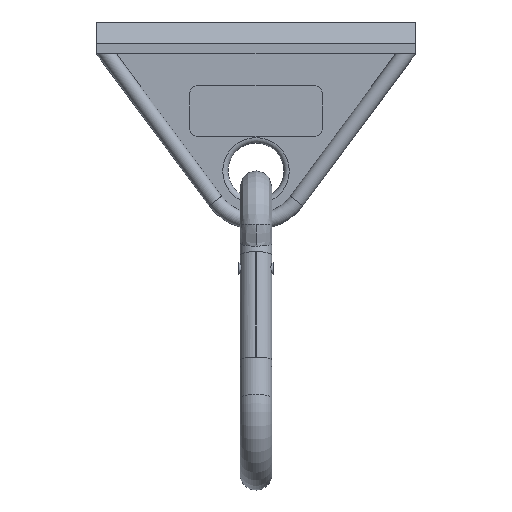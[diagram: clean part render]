
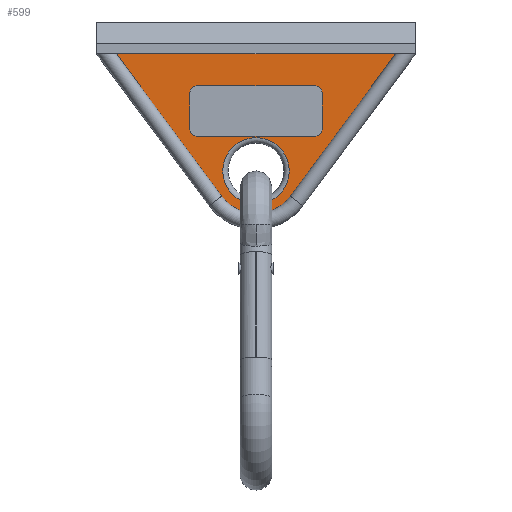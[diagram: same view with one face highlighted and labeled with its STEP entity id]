
A CAD part, top view. The second image highlights one B-rep face of the part: STEP entity #599.
In plain terms, the highlighted planar face has unit normal (0, 0, 1).
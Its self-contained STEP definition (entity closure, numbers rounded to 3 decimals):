
#357=CARTESIAN_POINT('',(6.25,0.0,1.5));
#358=VERTEX_POINT('',#357);
#359=CARTESIAN_POINT('',(0.0,0.0,1.5));
#360=DIRECTION('',(0.0,0.0,-1.0));
#361=DIRECTION('',(1.0,0.0,0.0));
#362=AXIS2_PLACEMENT_3D('',#359,#360,#361);
#363=CIRCLE('',#362,6.25);
#364=EDGE_CURVE('',#358,#358,#363,.T.);
#405=CARTESIAN_POINT('',(1.0,22.0,1.5));
#406=VERTEX_POINT('',#405);
#413=CARTESIAN_POINT('',(26.266,22.0,1.5));
#414=VERTEX_POINT('',#413);
#415=CARTESIAN_POINT('',(26.266,22.0,1.5));
#416=DIRECTION('',(-1.0,0.0,0.0));
#417=VECTOR('',#416,25.266);
#418=LINE('',#415,#417);
#419=EDGE_CURVE('',#414,#406,#418,.T.);
#445=CARTESIAN_POINT('',(-1.0,22.0,1.5));
#446=VERTEX_POINT('',#445);
#447=CARTESIAN_POINT('',(-26.266,22.0,1.5));
#448=VERTEX_POINT('',#447);
#449=CARTESIAN_POINT('',(-1.0,22.0,1.5));
#450=DIRECTION('',(-1.0,0.0,0.0));
#451=VECTOR('',#450,25.266);
#452=LINE('',#449,#451);
#453=EDGE_CURVE('',#446,#448,#452,.T.);
#488=CARTESIAN_POINT('',(0.0,0.0,1.5));
#489=DIRECTION('',(0.0,0.0,1.0));
#490=DIRECTION('',(1.0,0.0,0.0));
#491=AXIS2_PLACEMENT_3D('',#488,#489,#490);
#492=PLANE('',#491);
#493=ORIENTED_EDGE('',*,*,#419,.T.);
#494=CARTESIAN_POINT('',(1.0,22.0,1.5));
#495=DIRECTION('',(-1.0,0.0,0.0));
#496=VECTOR('',#495,2.0);
#497=LINE('',#494,#496);
#498=EDGE_CURVE('',#406,#446,#497,.T.);
#499=ORIENTED_EDGE('',*,*,#498,.T.);
#500=ORIENTED_EDGE('',*,*,#453,.T.);
#501=CARTESIAN_POINT('',(-6.427,-4.764,1.5));
#502=VERTEX_POINT('',#501);
#503=CARTESIAN_POINT('',(-26.266,22.0,1.5));
#504=DIRECTION('',(0.595,-0.803,0.0));
#505=VECTOR('',#504,33.315);
#506=LINE('',#503,#505);
#507=EDGE_CURVE('',#448,#502,#506,.T.);
#508=ORIENTED_EDGE('',*,*,#507,.T.);
#509=CARTESIAN_POINT('',(6.427,-4.764,1.5));
#510=VERTEX_POINT('',#509);
#511=CARTESIAN_POINT('',(0.,0.,1.5));
#512=DIRECTION('',(0.0,0.0,1.0));
#513=DIRECTION('',(1.0,0.0,0.0));
#514=AXIS2_PLACEMENT_3D('',#511,#512,#513);
#515=CIRCLE('',#514,8.0);
#516=EDGE_CURVE('',#502,#510,#515,.T.);
#517=ORIENTED_EDGE('',*,*,#516,.T.);
#518=CARTESIAN_POINT('',(6.427,-4.764,1.5));
#519=DIRECTION('',(0.595,0.803,0.0));
#520=VECTOR('',#519,33.315);
#521=LINE('',#518,#520);
#522=EDGE_CURVE('',#510,#414,#521,.T.);
#523=ORIENTED_EDGE('',*,*,#522,.T.);
#524=EDGE_LOOP('',(#493,#499,#500,#508,#517,#523));
#525=FACE_OUTER_BOUND('',#524,.T.);
#526=ORIENTED_EDGE('',*,*,#364,.T.);
#527=EDGE_LOOP('',(#526));
#528=FACE_BOUND('',#527,.T.);
#529=CARTESIAN_POINT('',(-12.5,8.0,1.5));
#530=VERTEX_POINT('',#529);
#531=CARTESIAN_POINT('',(-11.0,6.5,1.5));
#532=VERTEX_POINT('',#531);
#533=CARTESIAN_POINT('',(-11.0,8.0,1.5));
#534=DIRECTION('',(0.0,0.0,1.0));
#535=DIRECTION('',(-1.0,0.0,0.0));
#536=AXIS2_PLACEMENT_3D('',#533,#534,#535);
#537=CIRCLE('',#536,1.5);
#538=EDGE_CURVE('',#530,#532,#537,.T.);
#539=ORIENTED_EDGE('',*,*,#538,.F.);
#540=CARTESIAN_POINT('',(-12.5,14.5,1.5));
#541=VERTEX_POINT('',#540);
#542=CARTESIAN_POINT('',(-12.5,14.5,1.5));
#543=DIRECTION('',(0.0,-1.0,0.0));
#544=VECTOR('',#543,6.5);
#545=LINE('',#542,#544);
#546=EDGE_CURVE('',#541,#530,#545,.T.);
#547=ORIENTED_EDGE('',*,*,#546,.F.);
#548=CARTESIAN_POINT('',(-11.0,16.0,1.5));
#549=VERTEX_POINT('',#548);
#550=CARTESIAN_POINT('',(-11.0,14.5,1.5));
#551=DIRECTION('',(0.0,0.0,1.0));
#552=DIRECTION('',(-1.0,0.0,0.0));
#553=AXIS2_PLACEMENT_3D('',#550,#551,#552);
#554=CIRCLE('',#553,1.5);
#555=EDGE_CURVE('',#549,#541,#554,.T.);
#556=ORIENTED_EDGE('',*,*,#555,.F.);
#557=CARTESIAN_POINT('',(11.0,16.0,1.5));
#558=VERTEX_POINT('',#557);
#559=CARTESIAN_POINT('',(11.0,16.0,1.5));
#560=DIRECTION('',(-1.0,0.0,0.0));
#561=VECTOR('',#560,22.0);
#562=LINE('',#559,#561);
#563=EDGE_CURVE('',#558,#549,#562,.T.);
#564=ORIENTED_EDGE('',*,*,#563,.F.);
#565=CARTESIAN_POINT('',(12.5,14.5,1.5));
#566=VERTEX_POINT('',#565);
#567=CARTESIAN_POINT('',(11.0,14.5,1.5));
#568=DIRECTION('',(0.0,0.0,1.0));
#569=DIRECTION('',(-1.0,0.0,0.0));
#570=AXIS2_PLACEMENT_3D('',#567,#568,#569);
#571=CIRCLE('',#570,1.5);
#572=EDGE_CURVE('',#566,#558,#571,.T.);
#573=ORIENTED_EDGE('',*,*,#572,.F.);
#574=CARTESIAN_POINT('',(12.5,8.0,1.5));
#575=VERTEX_POINT('',#574);
#576=CARTESIAN_POINT('',(12.5,8.0,1.5));
#577=DIRECTION('',(0.0,1.0,0.0));
#578=VECTOR('',#577,6.5);
#579=LINE('',#576,#578);
#580=EDGE_CURVE('',#575,#566,#579,.T.);
#581=ORIENTED_EDGE('',*,*,#580,.F.);
#582=CARTESIAN_POINT('',(11.0,6.5,1.5));
#583=VERTEX_POINT('',#582);
#584=CARTESIAN_POINT('',(11.0,8.0,1.5));
#585=DIRECTION('',(0.0,0.0,1.0));
#586=DIRECTION('',(-1.0,0.0,0.0));
#587=AXIS2_PLACEMENT_3D('',#584,#585,#586);
#588=CIRCLE('',#587,1.5);
#589=EDGE_CURVE('',#583,#575,#588,.T.);
#590=ORIENTED_EDGE('',*,*,#589,.F.);
#591=CARTESIAN_POINT('',(-11.0,6.5,1.5));
#592=DIRECTION('',(1.0,0.0,0.0));
#593=VECTOR('',#592,22.0);
#594=LINE('',#591,#593);
#595=EDGE_CURVE('',#532,#583,#594,.T.);
#596=ORIENTED_EDGE('',*,*,#595,.F.);
#597=EDGE_LOOP('',(#539,#547,#556,#564,#573,#581,#590,#596));
#598=FACE_BOUND('',#597,.T.);
#599=ADVANCED_FACE('',(#525,#528,#598),#492,.T.);
